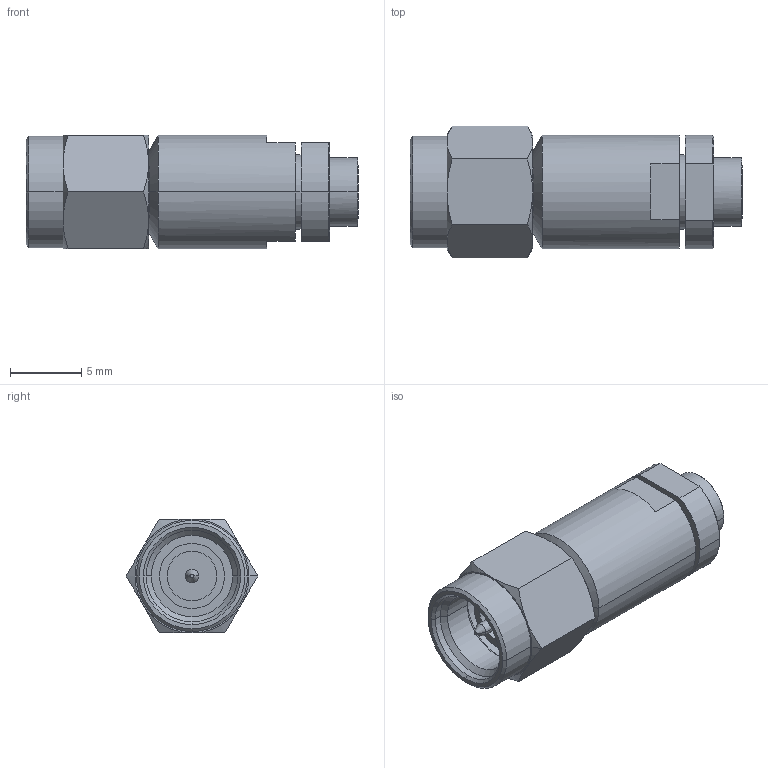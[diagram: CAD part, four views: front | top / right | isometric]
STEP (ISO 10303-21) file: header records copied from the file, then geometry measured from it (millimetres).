
FILE_DESCRIPTION (( 'STEP AP214' ), '1' );
FILE_NAME ('FMCN5332_3D.step', '2025-02-17T17:23:22', ( '' ), ( '' ), 'SwSTEP 2.0', 'SolidWorks 2022', '' );
FILE_SCHEMA (( 'AUTOMOTIVE_DESIGN' ));
Length unit declared in the file: millimetre
Products named in the file (1): FMCN5332_3D
Bounding box: 23.3 x 9.24 x 8 mm (x, y, z)
Volume: 891.7 mm3; surface area: 1012.7 mm2
Topology: 1 solids, 1 shells, 85 faces, 184 edges, 112 vertices
Faces by surface type: cone 33, cylinder 27, plane 25
Entity records: 2496 total; most frequent: CARTESIAN_POINT 597, DIRECTION 412, ORIENTED_EDGE 368, EDGE_CURVE 184, AXIS2_PLACEMENT_3D 173, VERTEX_POINT 112, EDGE_LOOP 96, CIRCLE 87
